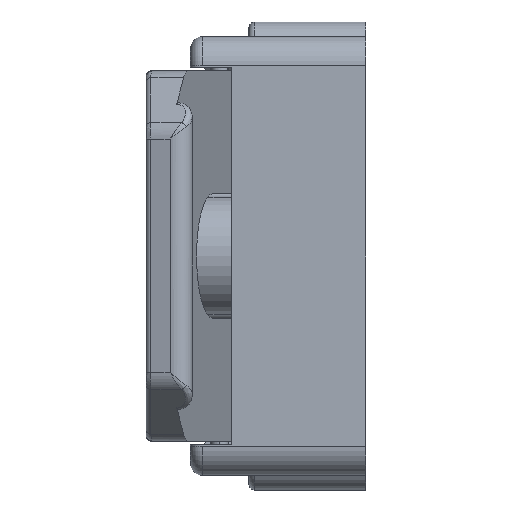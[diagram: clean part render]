
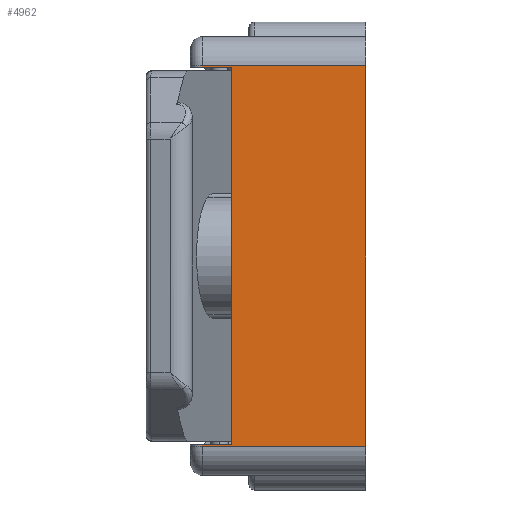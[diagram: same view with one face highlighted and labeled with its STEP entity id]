
A CAD part, left-side view. The second image highlights one B-rep face of the part: STEP entity #4962.
In plain terms, the highlighted planar face has unit normal (-1, 0, 0).
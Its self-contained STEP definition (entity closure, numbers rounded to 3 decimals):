
#715 = LINE ( 'NONE', #1305, #3238 ) ;
#787 = LINE ( 'NONE', #7502, #4076 ) ;
#799 = LINE ( 'NONE', #7550, #5786 ) ;
#800 = LINE ( 'NONE', #7552, #5787 ) ;
#801 = LINE ( 'NONE', #7554, #5788 ) ;
#802 = LINE ( 'NONE', #7556, #5789 ) ;
#803 = LINE ( 'NONE', #7558, #5790 ) ;
#804 = LINE ( 'NONE', #7560, #5791 ) ;
#1305 = CARTESIAN_POINT ( 'NONE',  ( -26.5, 28., 37.5 ) ) ;
#1306 = DIRECTION ( 'NONE',  ( 0., 0., -1. ) ) ;
#1402 = ORIENTED_EDGE ( 'NONE', *, *, #5747, .F. ) ;
#1404 = ORIENTED_EDGE ( 'NONE', *, *, #5631, .T. ) ;
#1405 = ORIENTED_EDGE ( 'NONE', *, *, #5748, .F. ) ;
#1406 = ORIENTED_EDGE ( 'NONE', *, *, #5746, .T. ) ;
#1407 = ORIENTED_EDGE ( 'NONE', *, *, #5745, .T. ) ;
#1408 = ORIENTED_EDGE ( 'NONE', *, *, #5744, .T. ) ;
#1409 = ORIENTED_EDGE ( 'NONE', *, *, #5723, .T. ) ;
#1410 = ORIENTED_EDGE ( 'NONE', *, *, #5743, .T. ) ;
#1685 = PLANE ( 'NONE',  #9454 ) ;
#1686 = CARTESIAN_POINT ( 'NONE',  ( -26.5, 30., 37.5 ) ) ;
#1687 = DIRECTION ( 'NONE',  ( 1., 0., 0. ) ) ;
#1688 = DIRECTION ( 'NONE',  ( 0., 0., -1. ) ) ;
#3238 = VECTOR ( 'NONE', #1306, 1000. ) ;
#4076 = VECTOR ( 'NONE', #7503, 1000. ) ;
#4962 = ADVANCED_FACE ( 'NONE', ( #6291 ), #1685, .F. ) ;
#5631 = EDGE_CURVE ( 'NONE', #5992, #5990, #715, .T. ) ;
#5723 = EDGE_CURVE ( 'NONE', #8882, #8883, #787, .T. ) ;
#5743 = EDGE_CURVE ( 'NONE', #8883, #5992, #799, .T. ) ;
#5744 = EDGE_CURVE ( 'NONE', #8864, #8882, #800, .T. ) ;
#5745 = EDGE_CURVE ( 'NONE', #8865, #8864, #801, .T. ) ;
#5746 = EDGE_CURVE ( 'NONE', #8866, #8865, #802, .T. ) ;
#5747 = EDGE_CURVE ( 'NONE', #8866, #8867, #803, .T. ) ;
#5748 = EDGE_CURVE ( 'NONE', #8867, #5990, #804, .T. ) ;
#5786 = VECTOR ( 'NONE', #7551, 1000. ) ;
#5787 = VECTOR ( 'NONE', #7553, 1000. ) ;
#5788 = VECTOR ( 'NONE', #7555, 1000. ) ;
#5789 = VECTOR ( 'NONE', #7557, 1000. ) ;
#5790 = VECTOR ( 'NONE', #7559, 1000. ) ;
#5791 = VECTOR ( 'NONE', #7561, 1000. ) ;
#5990 = VERTEX_POINT ( 'NONE', #8553 ) ;
#5992 = VERTEX_POINT ( 'NONE', #8554 ) ;
#6291 = FACE_OUTER_BOUND ( 'NONE', #9381, .T. ) ;
#7502 = CARTESIAN_POINT ( 'NONE',  ( -26.5, 0., 37.5 ) ) ;
#7503 = DIRECTION ( 'NONE',  ( 0., 0., 1. ) ) ;
#7550 = CARTESIAN_POINT ( 'NONE',  ( -26.5, 30., 32.5 ) ) ;
#7551 = DIRECTION ( 'NONE',  ( 0., 1., 0. ) ) ;
#7552 = CARTESIAN_POINT ( 'NONE',  ( -26.5, 30., -32.5 ) ) ;
#7553 = DIRECTION ( 'NONE',  ( 0., -1., 0. ) ) ;
#7554 = CARTESIAN_POINT ( 'NONE',  ( -26.5, 28., 37.5 ) ) ;
#7555 = DIRECTION ( 'NONE',  ( 0., 0., -1. ) ) ;
#7556 = CARTESIAN_POINT ( 'NONE',  ( -26.5, 23., -32.25 ) ) ;
#7557 = DIRECTION ( 'NONE',  ( 0., 1., 0. ) ) ;
#7558 = CARTESIAN_POINT ( 'NONE',  ( -26.5, 23., -32.25 ) ) ;
#7559 = DIRECTION ( 'NONE',  ( 0., 0., 1. ) ) ;
#7560 = CARTESIAN_POINT ( 'NONE',  ( -26.5, 23., 32.25 ) ) ;
#7561 = DIRECTION ( 'NONE',  ( 0., 1., 0. ) ) ;
#8553 = CARTESIAN_POINT ( 'NONE',  ( -26.5, 28., 32.25 ) ) ;
#8554 = CARTESIAN_POINT ( 'NONE',  ( -26.5, 28., 32.5 ) ) ;
#8751 = CARTESIAN_POINT ( 'NONE',  ( -26.5, 28., -32.5 ) ) ;
#8752 = CARTESIAN_POINT ( 'NONE',  ( -26.5, 28., -32.25 ) ) ;
#8753 = CARTESIAN_POINT ( 'NONE',  ( -26.5, 23., -32.25 ) ) ;
#8754 = CARTESIAN_POINT ( 'NONE',  ( -26.5, 23., 32.25 ) ) ;
#8769 = CARTESIAN_POINT ( 'NONE',  ( -26.5, 0., -32.5 ) ) ;
#8770 = CARTESIAN_POINT ( 'NONE',  ( -26.5, 0., 32.5 ) ) ;
#8864 = VERTEX_POINT ( 'NONE', #8751 ) ;
#8865 = VERTEX_POINT ( 'NONE', #8752 ) ;
#8866 = VERTEX_POINT ( 'NONE', #8753 ) ;
#8867 = VERTEX_POINT ( 'NONE', #8754 ) ;
#8882 = VERTEX_POINT ( 'NONE', #8769 ) ;
#8883 = VERTEX_POINT ( 'NONE', #8770 ) ;
#9381 = EDGE_LOOP ( 'NONE', ( #1404, #1405, #1402, #1406, #1407, #1408, #1409, #1410 ) ) ;
#9454 = AXIS2_PLACEMENT_3D ( 'NONE', #1686, #1687, #1688 ) ;
